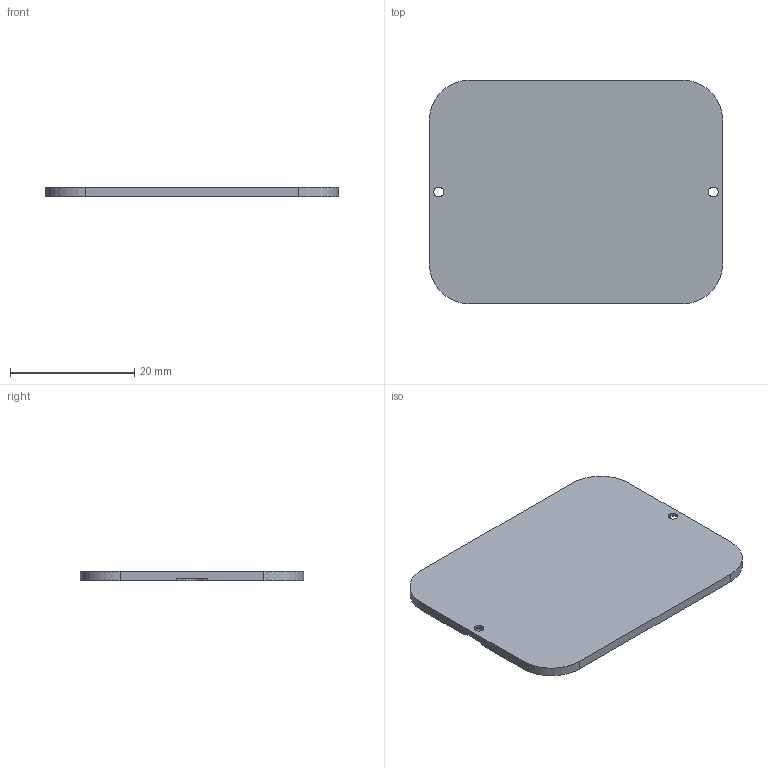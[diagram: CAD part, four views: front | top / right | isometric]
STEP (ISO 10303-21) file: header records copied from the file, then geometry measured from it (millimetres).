
FILE_DESCRIPTION(/* description */ (''),/* implementation_level */ '2;1');
FILE_NAME(/* name */ 'Backplate.step',/* time_stamp */ '2023-07-13T16:20:31-07:00',/* author */ (''),/* organization */ (''),/* preprocessor_version */ 'ST-DEVELOPER v19.2',/* originating_system */ 'Autodesk Translation Framework v11.17.0.187',/* authorisation */ '');
FILE_SCHEMA (('AUTOMOTIVE_DESIGN { 1 0 10303 214 3 1 1 }'));
Length unit declared in the file: millimetre
Products named in the file (1): Backplate
Bounding box: 47.16 x 35.95 x 1.5 mm (x, y, z)
Volume: 2463 mm3; surface area: 3606.1 mm2
Topology: 1 solids, 1 shells, 203 faces, 568 edges, 377 vertices
Faces by surface type: bspline 85, plane 84, cylinder 32, cone 2
Full cylindrical faces by diameter (mm): 1.6 x2
Entity records: 6824 total; most frequent: CARTESIAN_POINT 2336, ORIENTED_EDGE 1136, DIRECTION 697, EDGE_CURVE 568, VERTEX_POINT 377, LINE 325, VECTOR 325, EDGE_LOOP 217
